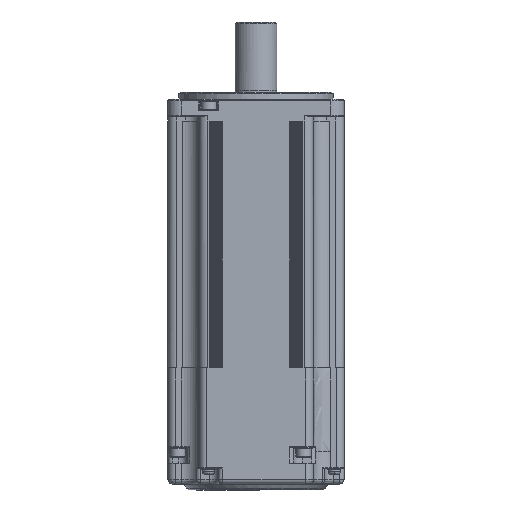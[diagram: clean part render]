
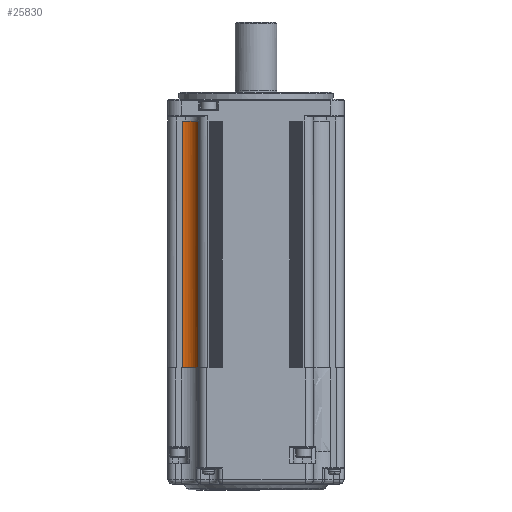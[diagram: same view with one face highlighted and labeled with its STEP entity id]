
A CAD part, front view. The second image highlights one B-rep face of the part: STEP entity #25830.
In plain terms, the highlighted cylindrical face has radius 7.5 mm (diameter 15 mm), a partial arc.
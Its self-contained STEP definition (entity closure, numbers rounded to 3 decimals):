
#25684=CARTESIAN_POINT('',(-33.5,-26.,-157.2));
#25685=VERTEX_POINT('',#25684);
#25686=CARTESIAN_POINT('',(-33.5,-26.,-45.));
#25687=VERTEX_POINT('',#25686);
#25688=CARTESIAN_POINT('',(-33.5,-26.,-157.2));
#25689=DIRECTION('',(0.,0.,1.));
#25690=VECTOR('',#25689,112.2);
#25691=LINE('',#25688,#25690);
#25692=EDGE_CURVE('',#25685,#25687,#25691,.T.);
#25787=CARTESIAN_POINT('',(-33.5,-33.5,-45.));
#25788=DIRECTION('',(0.,1.,0.));
#25789=DIRECTION('',(0.,0.,-1.));
#25790=AXIS2_PLACEMENT_3D('',#25787,#25789,#25788);
#25791=CYLINDRICAL_SURFACE('',#25790,7.5);
#25792=CARTESIAN_POINT('',(-26.,-33.5,-157.2));
#25793=VERTEX_POINT('',#25792);
#25794=CARTESIAN_POINT('',(-26.,-33.5,-45.));
#25795=VERTEX_POINT('',#25794);
#25796=CARTESIAN_POINT('',(-26.,-33.5,-157.2));
#25797=DIRECTION('',(0.,0.,1.));
#25798=VECTOR('',#25797,112.2);
#25799=LINE('',#25796,#25798);
#25800=EDGE_CURVE('',#25793,#25795,#25799,.T.);
#25801=ORIENTED_EDGE('',*,*,#25800,.T.);
#25802=CARTESIAN_POINT('',(-33.5,-26.,-45.));
#25803=CARTESIAN_POINT('',(-32.911,-26.,-45.));
#25804=CARTESIAN_POINT('',(-32.322,-26.058,-45.));
#25805=CARTESIAN_POINT('',(-31.74,-26.173,-45.));
#25806=CARTESIAN_POINT('',(-30.608,-26.517,-45.));
#25807=CARTESIAN_POINT('',(-29.564,-27.075,-45.));
#25808=CARTESIAN_POINT('',(-29.071,-27.405,-45.));
#25809=CARTESIAN_POINT('',(-28.156,-28.156,-45.));
#25810=CARTESIAN_POINT('',(-27.405,-29.071,-45.));
#25811=CARTESIAN_POINT('',(-27.075,-29.564,-45.));
#25812=CARTESIAN_POINT('',(-26.517,-30.608,-45.));
#25813=CARTESIAN_POINT('',(-26.173,-31.74,-45.));
#25814=CARTESIAN_POINT('',(-26.058,-32.322,-45.));
#25815=CARTESIAN_POINT('',(-26.,-32.911,-45.));
#25816=CARTESIAN_POINT('',(-26.,-33.5,-45.));
#25817=B_SPLINE_CURVE_WITH_KNOTS('',5,(#25802,#25803,#25804,#25805,#25806,#25807,#25808,#25809,#25810,#25811,#25812,#25813,#25814,#25815,#25816),.UNSPECIFIED.,.F.,.U.,(6,3,3,3,6),(0.,0.393,0.785,1.178,1.571),.UNSPECIFIED.);
#25818=EDGE_CURVE('',#25687,#25795,#25817,.T.);
#25819=ORIENTED_EDGE('',*,*,#25818,.F.);
#25820=ORIENTED_EDGE('',*,*,#25692,.F.);
#25821=CARTESIAN_POINT('',(-33.5,-33.5,-157.2));
#25822=DIRECTION('',(1.,0.,0.));
#25823=DIRECTION('',(0.,0.,1.));
#25824=AXIS2_PLACEMENT_3D('',#25821,#25823,#25822);
#25825=CIRCLE('',#25824,7.5);
#25826=EDGE_CURVE('',#25793,#25685,#25825,.T.);
#25827=ORIENTED_EDGE('',*,*,#25826,.F.);
#25828=EDGE_LOOP('',(#25801,#25819,#25820,#25827));
#25829=FACE_OUTER_BOUND('',#25828,.T.);
#25830=ADVANCED_FACE('',(#25829),#25791,.F.);
